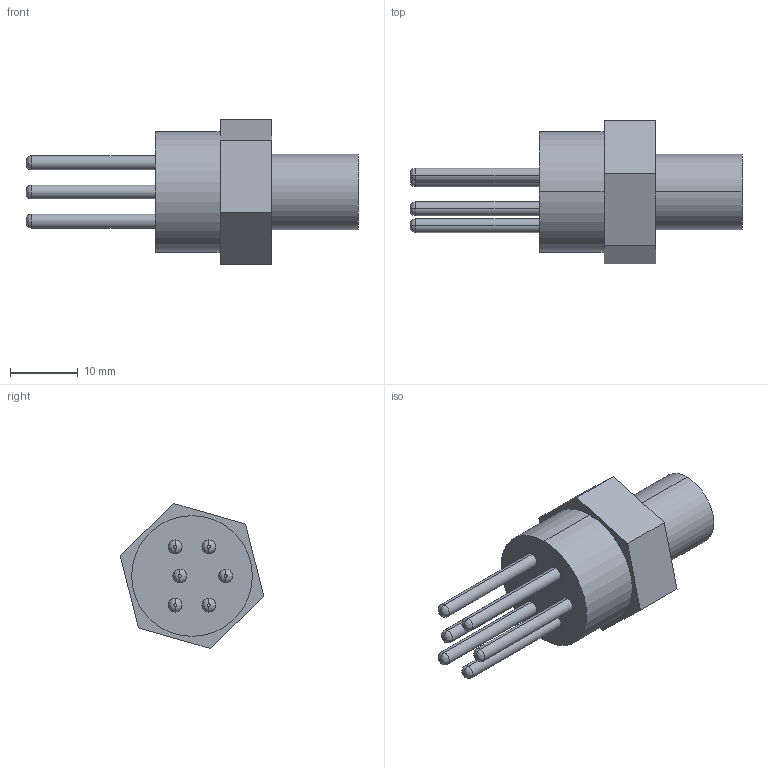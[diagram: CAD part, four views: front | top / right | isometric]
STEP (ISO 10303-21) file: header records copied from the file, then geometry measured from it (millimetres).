
FILE_DESCRIPTION (( 'STEP AP203' ), '1' );
FILE_NAME ('Motor_Connector_Body_Default_sldprt.STEP', '2020-08-14T00:47:53', ( '' ), ( '' ), 'SwSTEP 2.0', 'SolidWorks 2017', '' );
FILE_SCHEMA (( 'CONFIG_CONTROL_DESIGN' ));
Length unit declared in the file: millimetre
Products named in the file (1): Motor_Connector_Body_Default_sldprt
Bounding box: 48.9 x 21.15 x 21.34 mm (x, y, z)
Volume: 6357.8 mm3; surface area: 2821.7 mm2
Topology: 1 solids, 1 shells, 44 faces, 90 edges, 56 vertices
Faces by surface type: cylinder 16, plane 16, bspline 12
Entity records: 1809 total; most frequent: CARTESIAN_POINT 881, ORIENTED_EDGE 180, DIRECTION 164, EDGE_CURVE 90, AXIS2_PLACEMENT_3D 65, VERTEX_POINT 56, EDGE_LOOP 52, FACE_OUTER_BOUND 44
